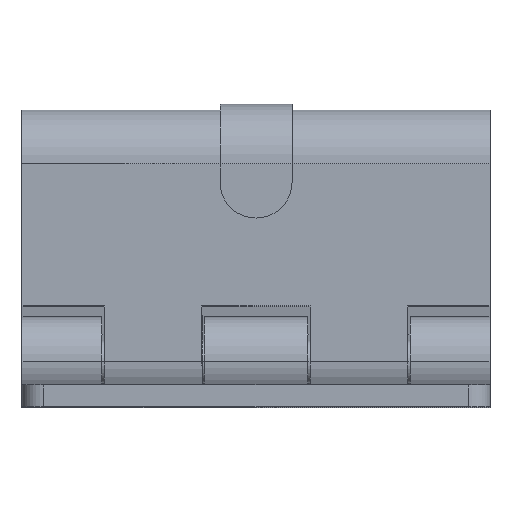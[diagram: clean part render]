
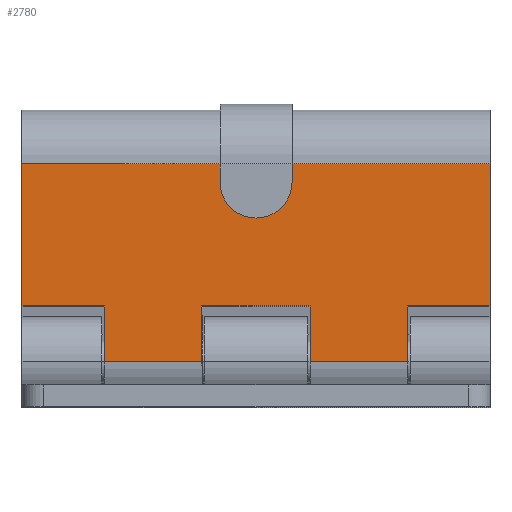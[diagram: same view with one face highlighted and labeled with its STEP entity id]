
A CAD part, top view. The second image highlights one B-rep face of the part: STEP entity #2780.
In plain terms, the highlighted planar face has unit normal (0, 0, 1).
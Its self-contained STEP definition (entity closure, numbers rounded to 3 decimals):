
#1217 = DIRECTION ( 'NONE',  ( 0., -1., 0. ) ) ;
#1218 = VECTOR ( 'NONE', #1217, 1000. ) ;
#1219 = CARTESIAN_POINT ( 'NONE',  ( -7.5, -6.25, 6.25 ) ) ;
#1220 = LINE ( 'NONE', #1219, #1218 ) ;
#1221 = CARTESIAN_POINT ( 'NONE',  ( -7.5, 0., 6.25 ) ) ;
#1309 = CARTESIAN_POINT ( 'NONE',  ( 7.5, 0., 6.25 ) ) ;
#1310 = DIRECTION ( 'NONE',  ( -1., 0., 0. ) ) ;
#1311 = VECTOR ( 'NONE', #1310, 1000. ) ;
#1312 = CARTESIAN_POINT ( 'NONE',  ( 32.5, 0., 6.25 ) ) ;
#1313 = LINE ( 'NONE', #1312, #1311 ) ;
#1323 = CARTESIAN_POINT ( 'NONE',  ( 21.1, 0., 6.25 ) ) ;
#1423 = CARTESIAN_POINT ( 'NONE',  ( 32.5, 27.472, 6.25 ) ) ;
#1480 = CARTESIAN_POINT ( 'NONE',  ( 5., 27.472, 6.25 ) ) ;
#1546 = CARTESIAN_POINT ( 'NONE',  ( -32.5, 27.472, 6.25 ) ) ;
#1547 = DIRECTION ( 'NONE',  ( 0., -1., 0. ) ) ;
#1548 = VECTOR ( 'NONE', #1547, 1000. ) ;
#1549 = CARTESIAN_POINT ( 'NONE',  ( -32.5, 27.472, 6.25 ) ) ;
#1550 = LINE ( 'NONE', #1549, #1548 ) ;
#1556 = CARTESIAN_POINT ( 'NONE',  ( -32.5, 7.75, 6.25 ) ) ;
#1566 = DIRECTION ( 'NONE',  ( -1., 0., 0. ) ) ;
#1567 = VECTOR ( 'NONE', #1566, 1000. ) ;
#1568 = CARTESIAN_POINT ( 'NONE',  ( 32.5, 27.472, 6.25 ) ) ;
#1569 = LINE ( 'NONE', #1568, #1567 ) ;
#1571 = DIRECTION ( 'NONE',  ( 0., -1., 0. ) ) ;
#1572 = VECTOR ( 'NONE', #1571, 1000. ) ;
#1573 = CARTESIAN_POINT ( 'NONE',  ( 32.5, 27.472, 6.25 ) ) ;
#1574 = LINE ( 'NONE', #1573, #1572 ) ;
#1575 = CARTESIAN_POINT ( 'NONE',  ( 32.5, 7.75, 6.25 ) ) ;
#1596 = DIRECTION ( 'NONE',  ( -1., 0., 0. ) ) ;
#1597 = VECTOR ( 'NONE', #1596, 1000. ) ;
#1598 = CARTESIAN_POINT ( 'NONE',  ( 21.1, 7.75, 6.25 ) ) ;
#1599 = LINE ( 'NONE', #1598, #1597 ) ;
#1643 = PLANE ( 'NONE',  #1711 ) ;
#1644 = FACE_OUTER_BOUND ( 'NONE', #2781, .T. ) ;
#1693 = CARTESIAN_POINT ( 'NONE',  ( 21.1, 7.75, 6.25 ) ) ;
#1694 = DIRECTION ( 'NONE',  ( 0., -1., 0. ) ) ;
#1695 = VECTOR ( 'NONE', #1694, 1000. ) ;
#1696 = CARTESIAN_POINT ( 'NONE',  ( 21.1, -6.25, 6.25 ) ) ;
#1697 = LINE ( 'NONE', #1696, #1695 ) ;
#1708 = DIRECTION ( 'NONE',  ( -1., 0., 0. ) ) ;
#1709 = DIRECTION ( 'NONE',  ( 0., 0., -1. ) ) ;
#1710 = CARTESIAN_POINT ( 'NONE',  ( 32.5, 27.472, 6.25 ) ) ;
#1711 = AXIS2_PLACEMENT_3D ( 'NONE', #1710, #1709, #1708 ) ;
#1736 = CARTESIAN_POINT ( 'NONE',  ( -5., 27.472, 6.25 ) ) ;
#1737 = DIRECTION ( 'NONE',  ( -1., 0., 0. ) ) ;
#1738 = VECTOR ( 'NONE', #1737, 1000. ) ;
#1739 = CARTESIAN_POINT ( 'NONE',  ( 32.5, 27.472, 6.25 ) ) ;
#1740 = LINE ( 'NONE', #1739, #1738 ) ;
#1741 = DIRECTION ( 'NONE',  ( -1., 0., 0. ) ) ;
#1742 = VECTOR ( 'NONE', #1741, 1000. ) ;
#1743 = CARTESIAN_POINT ( 'NONE',  ( -7.5, 7.75, 6.25 ) ) ;
#1744 = LINE ( 'NONE', #1743, #1742 ) ;
#1746 = CARTESIAN_POINT ( 'NONE',  ( -21.1, 0., 6.25 ) ) ;
#1747 = DIRECTION ( 'NONE',  ( 0., 1., 0. ) ) ;
#1748 = VECTOR ( 'NONE', #1747, 1000. ) ;
#1749 = CARTESIAN_POINT ( 'NONE',  ( -21.1, -6.25, 6.25 ) ) ;
#1750 = LINE ( 'NONE', #1749, #1748 ) ;
#1751 = CARTESIAN_POINT ( 'NONE',  ( 7.5, 7.75, 6.25 ) ) ;
#1752 = CARTESIAN_POINT ( 'NONE',  ( -7.5, 7.75, 6.25 ) ) ;
#1759 = CARTESIAN_POINT ( 'NONE',  ( -21.1, 7.75, 6.25 ) ) ;
#1760 = DIRECTION ( 'NONE',  ( -1., 0., 0. ) ) ;
#1761 = VECTOR ( 'NONE', #1760, 1000. ) ;
#1762 = CARTESIAN_POINT ( 'NONE',  ( -32.5, 7.75, 6.25 ) ) ;
#1763 = LINE ( 'NONE', #1762, #1761 ) ;
#1764 = CARTESIAN_POINT ( 'NONE',  ( 5., 24.964, 6.25 ) ) ;
#1775 = CARTESIAN_POINT ( 'NONE',  ( 0., 19.964, 6.25 ) ) ;
#1776 = CARTESIAN_POINT ( 'NONE',  ( -5., 24.964, 6.25 ) ) ;
#1777 = DIRECTION ( 'NONE',  ( -1., 0., 0. ) ) ;
#1778 = DIRECTION ( 'NONE',  ( 0., 0., -1. ) ) ;
#1779 = CARTESIAN_POINT ( 'NONE',  ( 0., 24.964, 6.25 ) ) ;
#1780 = AXIS2_PLACEMENT_3D ( 'NONE', #1779, #1778, #1777 ) ;
#1781 = CIRCLE ( 'NONE', #1780, 5. ) ;
#1782 = DIRECTION ( 'NONE',  ( -1., 0., 0. ) ) ;
#1783 = DIRECTION ( 'NONE',  ( 0., 0., -1. ) ) ;
#1784 = CARTESIAN_POINT ( 'NONE',  ( 0., 24.964, 6.25 ) ) ;
#1785 = AXIS2_PLACEMENT_3D ( 'NONE', #1784, #1783, #1782 ) ;
#1786 = CIRCLE ( 'NONE', #1785, 5. ) ;
#1787 = DIRECTION ( 'NONE',  ( 0., -1., 0. ) ) ;
#1788 = VECTOR ( 'NONE', #1787, 1000. ) ;
#1789 = CARTESIAN_POINT ( 'NONE',  ( 5., 27.472, 6.25 ) ) ;
#1790 = LINE ( 'NONE', #1789, #1788 ) ;
#1791 = DIRECTION ( 'NONE',  ( 0., -1., 0. ) ) ;
#1792 = VECTOR ( 'NONE', #1791, 1000. ) ;
#1793 = CARTESIAN_POINT ( 'NONE',  ( -5., 27.472, 6.25 ) ) ;
#1794 = LINE ( 'NONE', #1793, #1792 ) ;
#1795 = DIRECTION ( 'NONE',  ( -1., 0., 0. ) ) ;
#1796 = VECTOR ( 'NONE', #1795, 1000. ) ;
#1797 = CARTESIAN_POINT ( 'NONE',  ( 32.5, 0., 6.25 ) ) ;
#1798 = LINE ( 'NONE', #1797, #1796 ) ;
#1833 = DIRECTION ( 'NONE',  ( 0., 1., 0. ) ) ;
#1834 = VECTOR ( 'NONE', #1833, 1000. ) ;
#1835 = CARTESIAN_POINT ( 'NONE',  ( 7.5, -6.25, 6.25 ) ) ;
#1836 = LINE ( 'NONE', #1835, #1834 ) ;
#2534 = ORIENTED_EDGE ( 'NONE', *, *, #2538, .F. ) ;
#2536 = VERTEX_POINT ( 'NONE', #1221 ) ;
#2538 = EDGE_CURVE ( 'NONE', #2825, #2536, #1220, .T. ) ;
#2597 = EDGE_CURVE ( 'NONE', #2627, #2598, #1313, .T. ) ;
#2598 = VERTEX_POINT ( 'NONE', #1309 ) ;
#2627 = VERTEX_POINT ( 'NONE', #1323 ) ;
#2663 = VERTEX_POINT ( 'NONE', #1423 ) ;
#2670 = VERTEX_POINT ( 'NONE', #1480 ) ;
#2721 = VERTEX_POINT ( 'NONE', #1575 ) ;
#2723 = EDGE_CURVE ( 'NONE', #2663, #2721, #1574, .T. ) ;
#2727 = EDGE_CURVE ( 'NONE', #2663, #2670, #1569, .T. ) ;
#2734 = VERTEX_POINT ( 'NONE', #1556 ) ;
#2738 = EDGE_CURVE ( 'NONE', #2739, #2734, #1550, .T. ) ;
#2739 = VERTEX_POINT ( 'NONE', #1546 ) ;
#2747 = EDGE_CURVE ( 'NONE', #2721, #2790, #1599, .T. ) ;
#2780 = ADVANCED_FACE ( 'NONE', ( #1644 ), #1643, .F. ) ;
#2781 = EDGE_LOOP ( 'NONE', ( #2782, #2788, #2791, #2819, #2849, #2830, #2820, #2845, #2841, #2834, #2835, #2833, #2827, #2839, #2534, #2831, #2850 ) ) ;
#2782 = ORIENTED_EDGE ( 'NONE', *, *, #2597, .F. ) ;
#2788 = ORIENTED_EDGE ( 'NONE', *, *, #2789, .F. ) ;
#2789 = EDGE_CURVE ( 'NONE', #2790, #2627, #1697, .T. ) ;
#2790 = VERTEX_POINT ( 'NONE', #1693 ) ;
#2791 = ORIENTED_EDGE ( 'NONE', *, *, #2747, .F. ) ;
#2800 = EDGE_CURVE ( 'NONE', #2801, #2739, #1740, .T. ) ;
#2801 = VERTEX_POINT ( 'NONE', #1736 ) ;
#2816 = VERTEX_POINT ( 'NONE', #1764 ) ;
#2817 = EDGE_CURVE ( 'NONE', #2818, #2734, #1763, .T. ) ;
#2818 = VERTEX_POINT ( 'NONE', #1759 ) ;
#2819 = ORIENTED_EDGE ( 'NONE', *, *, #2723, .F. ) ;
#2820 = ORIENTED_EDGE ( 'NONE', *, *, #2844, .T. ) ;
#2825 = VERTEX_POINT ( 'NONE', #1752 ) ;
#2826 = VERTEX_POINT ( 'NONE', #1751 ) ;
#2827 = ORIENTED_EDGE ( 'NONE', *, *, #2828, .F. ) ;
#2828 = EDGE_CURVE ( 'NONE', #2829, #2818, #1750, .T. ) ;
#2829 = VERTEX_POINT ( 'NONE', #1746 ) ;
#2830 = ORIENTED_EDGE ( 'NONE', *, *, #2843, .T. ) ;
#2831 = ORIENTED_EDGE ( 'NONE', *, *, #2832, .F. ) ;
#2832 = EDGE_CURVE ( 'NONE', #2826, #2825, #1744, .T. ) ;
#2833 = ORIENTED_EDGE ( 'NONE', *, *, #2817, .F. ) ;
#2834 = ORIENTED_EDGE ( 'NONE', *, *, #2800, .T. ) ;
#2835 = ORIENTED_EDGE ( 'NONE', *, *, #2738, .T. ) ;
#2839 = ORIENTED_EDGE ( 'NONE', *, *, #2840, .F. ) ;
#2840 = EDGE_CURVE ( 'NONE', #2536, #2829, #1798, .T. ) ;
#2841 = ORIENTED_EDGE ( 'NONE', *, *, #2842, .F. ) ;
#2842 = EDGE_CURVE ( 'NONE', #2801, #2847, #1794, .T. ) ;
#2843 = EDGE_CURVE ( 'NONE', #2670, #2816, #1790, .T. ) ;
#2844 = EDGE_CURVE ( 'NONE', #2816, #2848, #1786, .T. ) ;
#2845 = ORIENTED_EDGE ( 'NONE', *, *, #2846, .T. ) ;
#2846 = EDGE_CURVE ( 'NONE', #2848, #2847, #1781, .T. ) ;
#2847 = VERTEX_POINT ( 'NONE', #1776 ) ;
#2848 = VERTEX_POINT ( 'NONE', #1775 ) ;
#2849 = ORIENTED_EDGE ( 'NONE', *, *, #2727, .T. ) ;
#2850 = ORIENTED_EDGE ( 'NONE', *, *, #2851, .F. ) ;
#2851 = EDGE_CURVE ( 'NONE', #2598, #2826, #1836, .T. ) ;
